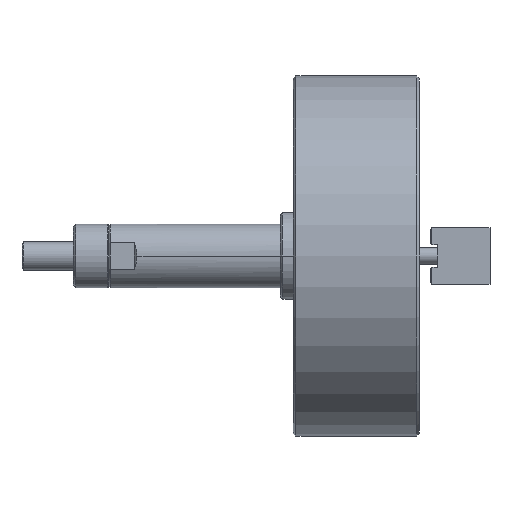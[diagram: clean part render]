
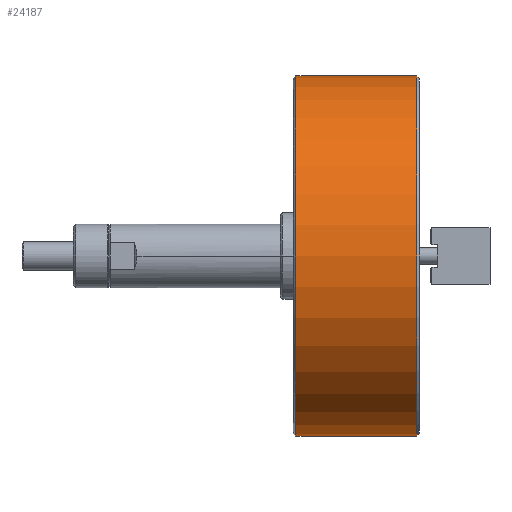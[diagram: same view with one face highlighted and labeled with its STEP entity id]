
A CAD part, front view. The second image highlights one B-rep face of the part: STEP entity #24187.
In plain terms, the highlighted cylindrical face has radius 127 mm (diameter 254 mm), a partial arc.
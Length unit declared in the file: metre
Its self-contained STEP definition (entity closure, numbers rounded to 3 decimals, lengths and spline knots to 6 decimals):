
#1232 = VERTEX_POINT ( 'NONE', #1837 ) ;
#1598 = DIRECTION ( 'NONE',  ( 0., 0., 1. ) ) ;
#1837 = CARTESIAN_POINT ( 'NONE',  ( 0.087, 0., 0.127 ) ) ;
#1959 = AXIS2_PLACEMENT_3D ( 'NONE', #19346, #24403, #1598 ) ;
#2974 = LINE ( 'NONE', #16008, #29113 ) ;
#3674 = CARTESIAN_POINT ( 'NONE',  ( 0.087, 0., 0. ) ) ;
#3728 = CARTESIAN_POINT ( 'NONE',  ( 0., 0., -0.127 ) ) ;
#3744 = VERTEX_POINT ( 'NONE', #25710 ) ;
#4930 = VERTEX_POINT ( 'NONE', #21633 ) ;
#5320 = EDGE_LOOP ( 'NONE', ( #28604, #6687, #20770, #7747 ) ) ;
#6211 = DIRECTION ( 'NONE',  ( 0., 0., 1. ) ) ;
#6566 = CYLINDRICAL_SURFACE ( 'NONE', #1959, 0.127 ) ;
#6687 = ORIENTED_EDGE ( 'NONE', *, *, #16824, .T. ) ;
#7747 = ORIENTED_EDGE ( 'NONE', *, *, #22578, .T. ) ;
#7886 = LINE ( 'NONE', #3728, #27295 ) ;
#10765 = EDGE_CURVE ( 'NONE', #4930, #3744, #7886, .T. ) ;
#13146 = EDGE_CURVE ( 'NONE', #1232, #31283, #2974, .T. ) ;
#15054 = CARTESIAN_POINT ( 'NONE',  ( 0.002, 0., 0. ) ) ;
#16008 = CARTESIAN_POINT ( 'NONE',  ( 0., 0., 0.127 ) ) ;
#16128 = DIRECTION ( 'NONE',  ( -1., 0., 0. ) ) ;
#16599 = AXIS2_PLACEMENT_3D ( 'NONE', #15054, #32683, #17598 ) ;
#16824 = EDGE_CURVE ( 'NONE', #4930, #1232, #24056, .T. ) ;
#17598 = DIRECTION ( 'NONE',  ( 0., 0., -1. ) ) ;
#18404 = CARTESIAN_POINT ( 'NONE',  ( 0.002, 0., 0.127 ) ) ;
#19346 = CARTESIAN_POINT ( 'NONE',  ( 0., 0., 0. ) ) ;
#20770 = ORIENTED_EDGE ( 'NONE', *, *, #13146, .T. ) ;
#20845 = AXIS2_PLACEMENT_3D ( 'NONE', #3674, #21378, #6211 ) ;
#21378 = DIRECTION ( 'NONE',  ( -1., 0., 0. ) ) ;
#21633 = CARTESIAN_POINT ( 'NONE',  ( 0.087, 0., -0.127 ) ) ;
#22578 = EDGE_CURVE ( 'NONE', #31283, #3744, #31950, .T. ) ;
#24056 = CIRCLE ( 'NONE', #20845, 0.127 ) ;
#24187 = ADVANCED_FACE ( 'NONE', ( #26758 ), #6566, .T. ) ;
#24403 = DIRECTION ( 'NONE',  ( -1., 0., 0. ) ) ;
#25710 = CARTESIAN_POINT ( 'NONE',  ( 0.002, 0., -0.127 ) ) ;
#26758 = FACE_OUTER_BOUND ( 'NONE', #5320, .T. ) ;
#27295 = VECTOR ( 'NONE', #31476, 1. ) ;
#28604 = ORIENTED_EDGE ( 'NONE', *, *, #10765, .F. ) ;
#29113 = VECTOR ( 'NONE', #16128, 1. ) ;
#31283 = VERTEX_POINT ( 'NONE', #18404 ) ;
#31476 = DIRECTION ( 'NONE',  ( -1., 0., 0. ) ) ;
#31950 = CIRCLE ( 'NONE', #16599, 0.127 ) ;
#32683 = DIRECTION ( 'NONE',  ( 1., 0., 0. ) ) ;
